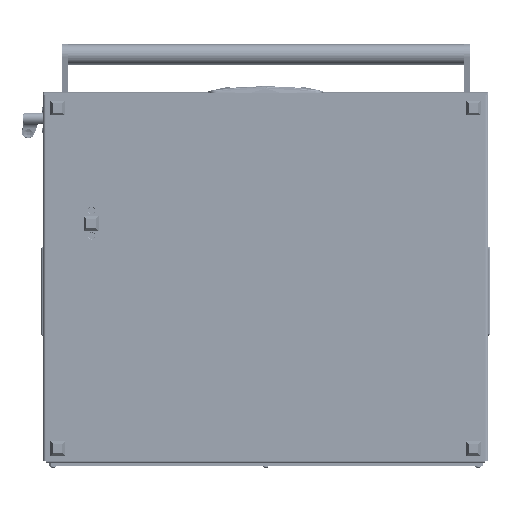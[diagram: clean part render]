
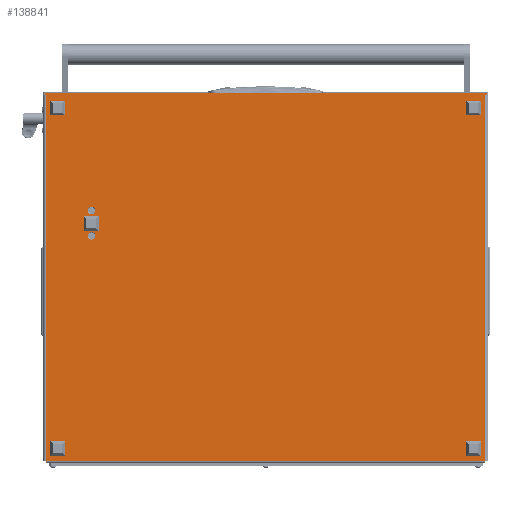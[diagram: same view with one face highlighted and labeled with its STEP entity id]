
A CAD part, front view. The second image highlights one B-rep face of the part: STEP entity #138841.
In plain terms, the highlighted face is planar.
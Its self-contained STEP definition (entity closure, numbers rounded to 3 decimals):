
#834 = VECTOR ( 'NONE', #79535, 1000. ) ;
#1377 = VERTEX_POINT ( 'NONE', #93914 ) ;
#6969 = ORIENTED_EDGE ( 'NONE', *, *, #124589, .T. ) ;
#9336 = VERTEX_POINT ( 'NONE', #99537 ) ;
#9497 = EDGE_CURVE ( 'NONE', #58746, #92061, #141950, .T. ) ;
#12282 = VERTEX_POINT ( 'NONE', #135047 ) ;
#12514 = EDGE_LOOP ( 'NONE', ( #20197, #127935 ) ) ;
#13829 = ORIENTED_EDGE ( 'NONE', *, *, #14252, .F. ) ;
#14252 = EDGE_CURVE ( 'NONE', #63057, #116244, #119063, .T. ) ;
#16486 = CARTESIAN_POINT ( 'NONE',  ( 0., 610., 0. ) ) ;
#18482 = CARTESIAN_POINT ( 'NONE',  ( 0., -2., 0. ) ) ;
#20197 = ORIENTED_EDGE ( 'NONE', *, *, #9497, .F. ) ;
#22508 = VERTEX_POINT ( 'NONE', #92114 ) ;
#23500 = DIRECTION ( 'NONE',  ( -1., 0., 0. ) ) ;
#25177 = DIRECTION ( 'NONE',  ( 0., 0., -1. ) ) ;
#26155 = ORIENTED_EDGE ( 'NONE', *, *, #57047, .F. ) ;
#26157 = ORIENTED_EDGE ( 'NONE', *, *, #39991, .F. ) ;
#28912 = VECTOR ( 'NONE', #91192, 1000. ) ;
#30158 = CARTESIAN_POINT ( 'NONE',  ( 0., -4., 0. ) ) ;
#36958 = FACE_BOUND ( 'NONE', #12514, .T. ) ;
#38973 = DIRECTION ( 'NONE',  ( -1., 0., 0. ) ) ;
#39991 = EDGE_CURVE ( 'NONE', #69638, #22508, #176671, .T. ) ;
#40266 = LINE ( 'NONE', #16486, #120048 ) ;
#41654 = EDGE_CURVE ( 'NONE', #92061, #58746, #79001, .T. ) ;
#44796 = ORIENTED_EDGE ( 'NONE', *, *, #183428, .T. ) ;
#46297 = AXIS2_PLACEMENT_3D ( 'NONE', #90622, #165115, #61714 ) ;
#47284 = CARTESIAN_POINT ( 'NONE',  ( 0., 610., 0. ) ) ;
#49183 = DIRECTION ( 'NONE',  ( -1., 0., 0. ) ) ;
#57047 = EDGE_CURVE ( 'NONE', #1377, #145705, #94738, .T. ) ;
#58746 = VERTEX_POINT ( 'NONE', #60533 ) ;
#59469 = CARTESIAN_POINT ( 'NONE',  ( 200.2, 545., 0. ) ) ;
#60533 = CARTESIAN_POINT ( 'NONE',  ( 154.8, 545., 0. ) ) ;
#61714 = DIRECTION ( 'NONE',  ( -1., 0., 0. ) ) ;
#63057 = VERTEX_POINT ( 'NONE', #59469 ) ;
#64981 = CARTESIAN_POINT ( 'NONE',  ( 160., 545., 0. ) ) ;
#68139 = CARTESIAN_POINT ( 'NONE',  ( 195., 545., 0. ) ) ;
#69638 = VERTEX_POINT ( 'NONE', #75364 ) ;
#69903 = CARTESIAN_POINT ( 'NONE',  ( 0., 608., 0. ) ) ;
#72032 = EDGE_CURVE ( 'NONE', #9336, #76878, #40266, .T. ) ;
#73506 = LINE ( 'NONE', #30158, #28912 ) ;
#75364 = CARTESIAN_POINT ( 'NONE',  ( 0., 0., 0. ) ) ;
#76878 = VERTEX_POINT ( 'NONE', #47284 ) ;
#76962 = CARTESIAN_POINT ( 'NONE',  ( 189.8, 545., 0. ) ) ;
#78769 = CARTESIAN_POINT ( 'NONE',  ( 165.2, 545., 0. ) ) ;
#79001 = CIRCLE ( 'NONE', #164949, 5.2 ) ;
#79535 = DIRECTION ( 'NONE',  ( -1., 0., 0. ) ) ;
#79975 = LINE ( 'NONE', #84316, #180553 ) ;
#82412 = VECTOR ( 'NONE', #117065, 1000. ) ;
#83430 = LINE ( 'NONE', #126400, #172386 ) ;
#84316 = CARTESIAN_POINT ( 'NONE',  ( 0., -2., 0. ) ) ;
#84332 = DIRECTION ( 'NONE',  ( 0., 0., -1. ) ) ;
#90012 = DIRECTION ( 'NONE',  ( 1., 0., 0. ) ) ;
#90622 = CARTESIAN_POINT ( 'NONE',  ( 195., 545., 0. ) ) ;
#91192 = DIRECTION ( 'NONE',  ( 0., 1., 0. ) ) ;
#92061 = VERTEX_POINT ( 'NONE', #78769 ) ;
#92114 = CARTESIAN_POINT ( 'NONE',  ( 506., 0., 0. ) ) ;
#93904 = DIRECTION ( 'NONE',  ( 0., 0., -1. ) ) ;
#93914 = CARTESIAN_POINT ( 'NONE',  ( 506., 608., 0. ) ) ;
#94738 = LINE ( 'NONE', #139083, #834 ) ;
#96057 = CARTESIAN_POINT ( 'NONE',  ( 0., 608., 0. ) ) ;
#99537 = CARTESIAN_POINT ( 'NONE',  ( -2., 610., 0. ) ) ;
#103732 = ORIENTED_EDGE ( 'NONE', *, *, #106729, .F. ) ;
#106729 = EDGE_CURVE ( 'NONE', #145705, #76878, #73506, .T. ) ;
#108967 = AXIS2_PLACEMENT_3D ( 'NONE', #68139, #158455, #23500 ) ;
#109206 = EDGE_CURVE ( 'NONE', #116244, #63057, #153568, .T. ) ;
#109691 = FACE_BOUND ( 'NONE', #157656, .T. ) ;
#111231 = ORIENTED_EDGE ( 'NONE', *, *, #72032, .T. ) ;
#113141 = CARTESIAN_POINT ( 'NONE',  ( 160., 545., 0. ) ) ;
#115760 = PLANE ( 'NONE',  #136085 ) ;
#116244 = VERTEX_POINT ( 'NONE', #76962 ) ;
#117065 = DIRECTION ( 'NONE',  ( 0., 1., 0. ) ) ;
#117211 = ORIENTED_EDGE ( 'NONE', *, *, #173288, .T. ) ;
#117238 = ORIENTED_EDGE ( 'NONE', *, *, #192542, .F. ) ;
#118920 = VERTEX_POINT ( 'NONE', #18482 ) ;
#119063 = CIRCLE ( 'NONE', #46297, 5.2 ) ;
#119970 = LINE ( 'NONE', #148411, #82412 ) ;
#120048 = VECTOR ( 'NONE', #90012, 1000. ) ;
#124589 = EDGE_CURVE ( 'NONE', #118920, #12282, #79975, .T. ) ;
#126400 = CARTESIAN_POINT ( 'NONE',  ( 506., 608., 0. ) ) ;
#127935 = ORIENTED_EDGE ( 'NONE', *, *, #41654, .F. ) ;
#130186 = CARTESIAN_POINT ( 'NONE',  ( 0., 0., 0. ) ) ;
#130947 = CARTESIAN_POINT ( 'NONE',  ( 0., -4., 0. ) ) ;
#132752 = ORIENTED_EDGE ( 'NONE', *, *, #109206, .F. ) ;
#135047 = CARTESIAN_POINT ( 'NONE',  ( -2., -2., 0. ) ) ;
#136085 = AXIS2_PLACEMENT_3D ( 'NONE', #69903, #84332, #188949 ) ;
#136321 = VECTOR ( 'NONE', #177340, 1000. ) ;
#138841 = ADVANCED_FACE ( 'NONE', ( #36958, #109691, #147107 ), #115760, .T. ) ;
#139083 = CARTESIAN_POINT ( 'NONE',  ( 0., 608., 0. ) ) ;
#141950 = CIRCLE ( 'NONE', #182231, 5.2 ) ;
#143854 = VECTOR ( 'NONE', #160285, 1000. ) ;
#145705 = VERTEX_POINT ( 'NONE', #96057 ) ;
#147107 = FACE_OUTER_BOUND ( 'NONE', #162425, .T. ) ;
#148411 = CARTESIAN_POINT ( 'NONE',  ( -2., -4., 0. ) ) ;
#153568 = CIRCLE ( 'NONE', #108967, 5.2 ) ;
#157656 = EDGE_LOOP ( 'NONE', ( #132752, #13829 ) ) ;
#158455 = DIRECTION ( 'NONE',  ( 0., 0., -1. ) ) ;
#160285 = DIRECTION ( 'NONE',  ( 1., 0., 0. ) ) ;
#162425 = EDGE_LOOP ( 'NONE', ( #117238, #6969, #117211, #111231, #103732, #26155, #44796, #26157 ) ) ;
#164949 = AXIS2_PLACEMENT_3D ( 'NONE', #113141, #25177, #38973 ) ;
#165115 = DIRECTION ( 'NONE',  ( 0., 0., -1. ) ) ;
#171384 = LINE ( 'NONE', #130947, #136321 ) ;
#171453 = DIRECTION ( 'NONE',  ( 0., -1., 0. ) ) ;
#172386 = VECTOR ( 'NONE', #171453, 1000. ) ;
#173288 = EDGE_CURVE ( 'NONE', #12282, #9336, #119970, .T. ) ;
#176671 = LINE ( 'NONE', #130186, #143854 ) ;
#177340 = DIRECTION ( 'NONE',  ( 0., 1., 0. ) ) ;
#180553 = VECTOR ( 'NONE', #188928, 1000. ) ;
#182231 = AXIS2_PLACEMENT_3D ( 'NONE', #64981, #93904, #49183 ) ;
#183428 = EDGE_CURVE ( 'NONE', #1377, #22508, #83430, .T. ) ;
#188928 = DIRECTION ( 'NONE',  ( -1., 0., 0. ) ) ;
#188949 = DIRECTION ( 'NONE',  ( -1., 0., 0. ) ) ;
#192542 = EDGE_CURVE ( 'NONE', #118920, #69638, #171384, .T. ) ;
